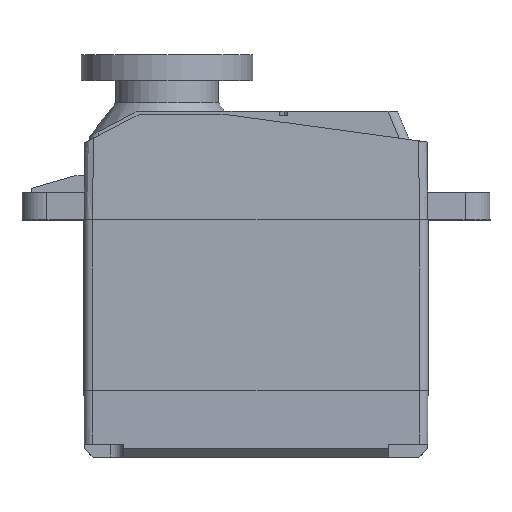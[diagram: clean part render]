
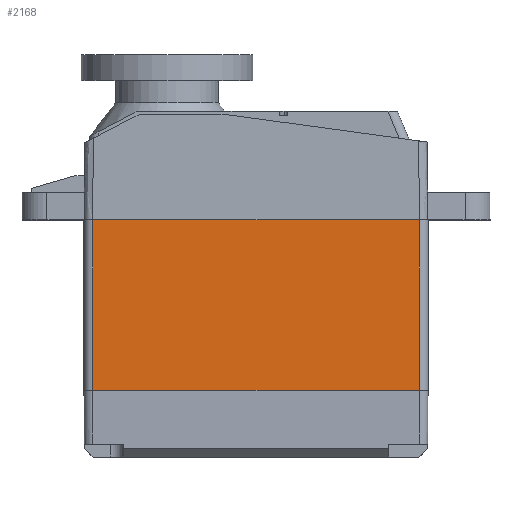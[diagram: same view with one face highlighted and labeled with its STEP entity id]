
A CAD part, top view. The second image highlights one B-rep face of the part: STEP entity #2168.
In plain terms, the highlighted planar face has unit normal (0, 0, 1).
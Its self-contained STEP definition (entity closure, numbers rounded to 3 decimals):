
#194=FACE_OUTER_BOUND('',#312,.T.);
#312=EDGE_LOOP('',(#1587,#1588,#1589,#1590));
#472=LINE('',#3259,#710);
#473=LINE('',#3262,#711);
#474=LINE('',#3264,#712);
#475=LINE('',#3265,#713);
#710=VECTOR('',#2634,10.);
#711=VECTOR('',#2637,10.);
#712=VECTOR('',#2638,10.);
#713=VECTOR('',#2639,10.);
#935=VERTEX_POINT('',#3255);
#936=VERTEX_POINT('',#3257);
#937=VERTEX_POINT('',#3261);
#938=VERTEX_POINT('',#3263);
#1180=EDGE_CURVE('',#935,#936,#472,.T.);
#1181=EDGE_CURVE('',#937,#935,#473,.T.);
#1182=EDGE_CURVE('',#938,#936,#474,.T.);
#1183=EDGE_CURVE('',#937,#938,#475,.T.);
#1587=ORIENTED_EDGE('',*,*,#1181,.T.);
#1588=ORIENTED_EDGE('',*,*,#1180,.T.);
#1589=ORIENTED_EDGE('',*,*,#1182,.F.);
#1590=ORIENTED_EDGE('',*,*,#1183,.F.);
#2079=PLANE('',#2321);
#2168=ADVANCED_FACE('',(#194),#2079,.T.);
#2321=AXIS2_PLACEMENT_3D('',#3260,#2635,#2636);
#2634=DIRECTION('',(0.,1.,0.));
#2635=DIRECTION('center_axis',(0.,0.,1.));
#2636=DIRECTION('ref_axis',(1.,0.,0.));
#2637=DIRECTION('',(1.,0.,0.));
#2638=DIRECTION('',(1.,0.,0.));
#2639=DIRECTION('',(0.,1.,0.));
#3255=CARTESIAN_POINT('',(39.13,7.8,0.1));
#3257=CARTESIAN_POINT('',(39.13,27.7,0.1));
#3259=CARTESIAN_POINT('',(39.13,7.8,0.1));
#3260=CARTESIAN_POINT('Origin',(0.93,7.8,0.1));
#3261=CARTESIAN_POINT('',(0.93,7.8,0.1));
#3262=CARTESIAN_POINT('',(0.93,7.8,0.1));
#3263=CARTESIAN_POINT('',(0.93,27.7,0.1));
#3264=CARTESIAN_POINT('',(0.93,27.7,0.1));
#3265=CARTESIAN_POINT('',(0.93,7.8,0.1));
